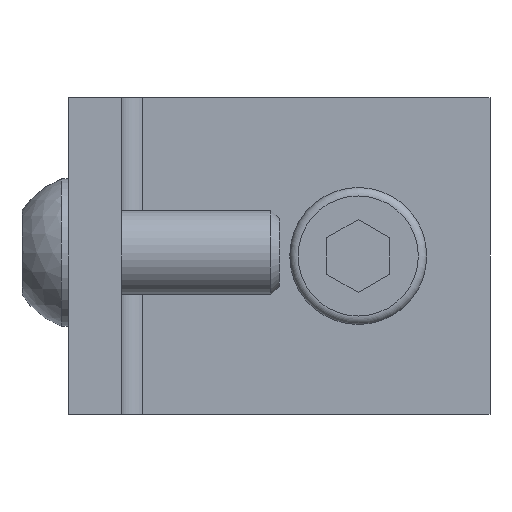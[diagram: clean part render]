
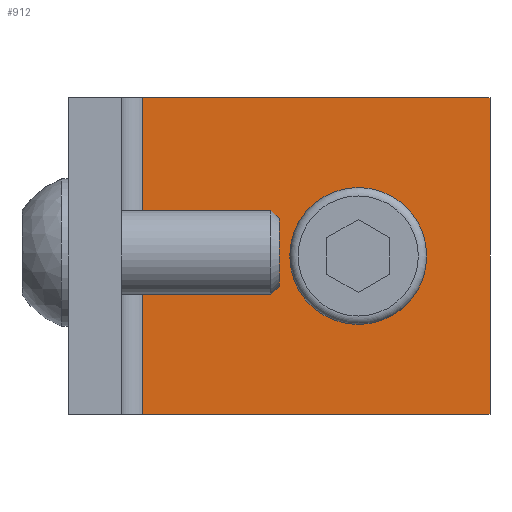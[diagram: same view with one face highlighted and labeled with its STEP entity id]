
A CAD part, front view. The second image highlights one B-rep face of the part: STEP entity #912.
In plain terms, the highlighted planar face has unit normal (0, -1, 0).
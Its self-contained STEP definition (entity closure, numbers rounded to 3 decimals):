
#55=FACE_BOUND('',#152,.T.);
#66=PLANE('',#979);
#93=FACE_OUTER_BOUND('',#151,.T.);
#151=EDGE_LOOP('',(#642,#643,#644,#645));
#152=EDGE_LOOP('',(#646));
#218=LINE('',#1384,#284);
#225=LINE('',#1404,#291);
#227=LINE('',#1408,#293);
#228=LINE('',#1409,#294);
#284=VECTOR('',#1095,10.);
#291=VECTOR('',#1112,10.);
#293=VECTOR('',#1116,10.);
#294=VECTOR('',#1117,10.);
#351=CIRCLE('',#980,4.1);
#402=VERTEX_POINT('',#1381);
#403=VERTEX_POINT('',#1383);
#411=VERTEX_POINT('',#1402);
#412=VERTEX_POINT('',#1407);
#413=VERTEX_POINT('',#1410);
#492=EDGE_CURVE('',#402,#403,#218,.T.);
#502=EDGE_CURVE('',#411,#402,#225,.T.);
#504=EDGE_CURVE('',#411,#412,#227,.T.);
#505=EDGE_CURVE('',#412,#403,#228,.T.);
#506=EDGE_CURVE('',#413,#413,#351,.T.);
#642=ORIENTED_EDGE('',*,*,#502,.F.);
#643=ORIENTED_EDGE('',*,*,#504,.T.);
#644=ORIENTED_EDGE('',*,*,#505,.T.);
#645=ORIENTED_EDGE('',*,*,#492,.F.);
#646=ORIENTED_EDGE('',*,*,#506,.T.);
#912=ADVANCED_FACE('',(#93,#55),#66,.T.);
#979=AXIS2_PLACEMENT_3D('',#1406,#1114,#1115);
#980=AXIS2_PLACEMENT_3D('',#1411,#1118,#1119);
#1095=DIRECTION('',(1.,0.,0.));
#1112=DIRECTION('',(0.,0.,1.));
#1114=DIRECTION('center_axis',(0.,-1.,0.));
#1115=DIRECTION('ref_axis',(1.,0.,0.));
#1116=DIRECTION('',(1.,0.,0.));
#1117=DIRECTION('',(0.,0.,1.));
#1118=DIRECTION('center_axis',(0.,1.,0.));
#1119=DIRECTION('ref_axis',(1.,0.,0.));
#1381=CARTESIAN_POINT('',(7.,55.,15.));
#1383=CARTESIAN_POINT('',(40.,55.,15.));
#1384=CARTESIAN_POINT('',(5.,55.,15.));
#1402=CARTESIAN_POINT('',(7.,55.,-15.));
#1404=CARTESIAN_POINT('',(7.,55.,-15.));
#1406=CARTESIAN_POINT('Origin',(5.,55.,-15.));
#1407=CARTESIAN_POINT('',(40.,55.,-15.));
#1408=CARTESIAN_POINT('',(5.,55.,-15.));
#1409=CARTESIAN_POINT('',(40.,55.,-15.));
#1410=CARTESIAN_POINT('',(23.4,55.,0.));
#1411=CARTESIAN_POINT('Origin',(27.5,55.,0.));
